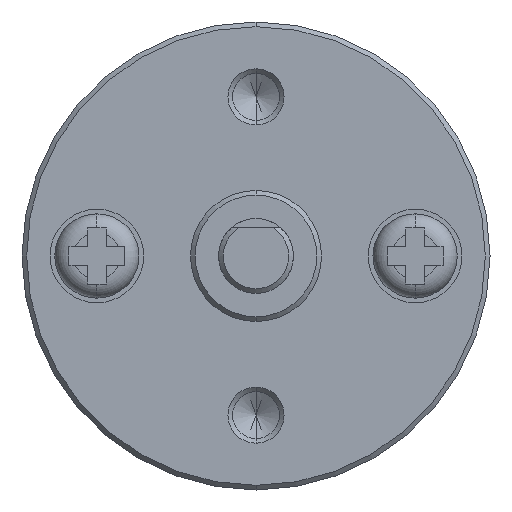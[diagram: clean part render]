
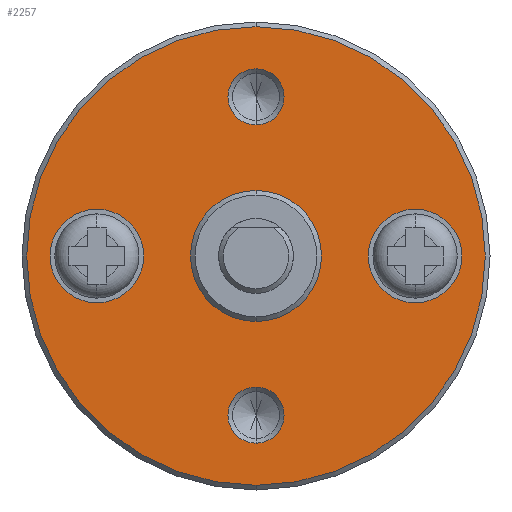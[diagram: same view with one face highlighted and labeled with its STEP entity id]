
A CAD part, front view. The second image highlights one B-rep face of the part: STEP entity #2257.
In plain terms, the highlighted planar face has unit normal (0, -1, 0).
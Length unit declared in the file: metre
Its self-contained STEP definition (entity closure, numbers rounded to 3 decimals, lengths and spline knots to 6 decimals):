
#7 = CARTESIAN_POINT ( 'NONE',  ( 0., 0.014, 0. ) ) ;
#32 = CARTESIAN_POINT ( 'NONE',  ( 0., 0.014, 0.01225 ) ) ;
#36 = CIRCLE ( 'NONE', #2555, 0.01225 ) ;
#51 = CIRCLE ( 'NONE', #2966, 0.0025 ) ;
#91 = AXIS2_PLACEMENT_3D ( 'NONE', #370, #1317, #3024 ) ;
#128 = CARTESIAN_POINT ( 'NONE',  ( 0., 0.014, 0.0035 ) ) ;
#174 = DIRECTION ( 'NONE',  ( 0., 1., 0. ) ) ;
#220 = ORIENTED_EDGE ( 'NONE', *, *, #787, .F. ) ;
#221 = DIRECTION ( 'NONE',  ( 0., 0., 1. ) ) ;
#238 = DIRECTION ( 'NONE',  ( 0., 1., 0. ) ) ;
#253 = AXIS2_PLACEMENT_3D ( 'NONE', #484, #912, #1439 ) ;
#255 = AXIS2_PLACEMENT_3D ( 'NONE', #950, #238, #2186 ) ;
#264 = DIRECTION ( 'NONE',  ( 0., 1., 0. ) ) ;
#286 = FACE_BOUND ( 'NONE', #1535, .T. ) ;
#300 = DIRECTION ( 'NONE',  ( 0., 1., 0. ) ) ;
#370 = CARTESIAN_POINT ( 'NONE',  ( 0., 0.014, 0. ) ) ;
#394 = DIRECTION ( 'NONE',  ( 0., 1., 0. ) ) ;
#439 = CARTESIAN_POINT ( 'NONE',  ( 0.0085, 0.014, -0.0025 ) ) ;
#451 = AXIS2_PLACEMENT_3D ( 'NONE', #3095, #264, #221 ) ;
#458 = CIRCLE ( 'NONE', #3005, 0.0035 ) ;
#461 = DIRECTION ( 'NONE',  ( 0., -1., 0. ) ) ;
#462 = AXIS2_PLACEMENT_3D ( 'NONE', #1538, #780, #2937 ) ;
#484 = CARTESIAN_POINT ( 'NONE',  ( -0.0085, 0.014, 0. ) ) ;
#546 = FACE_OUTER_BOUND ( 'NONE', #2518, .T. ) ;
#566 = EDGE_LOOP ( 'NONE', ( #1829, #220 ) ) ;
#659 = AXIS2_PLACEMENT_3D ( 'NONE', #2331, #174, #2088 ) ;
#667 = CARTESIAN_POINT ( 'NONE',  ( 0., 0.014, 0. ) ) ;
#705 = EDGE_CURVE ( 'NONE', #2341, #2781, #2455, .T. ) ;
#717 = CIRCLE ( 'NONE', #1116, 0.01225 ) ;
#780 = DIRECTION ( 'NONE',  ( 0., 1., 0. ) ) ;
#787 = EDGE_CURVE ( 'NONE', #2256, #1634, #2821, .T. ) ;
#791 = ORIENTED_EDGE ( 'NONE', *, *, #2956, .T. ) ;
#795 = CARTESIAN_POINT ( 'NONE',  ( 0., 0.014, 0.01 ) ) ;
#901 = DIRECTION ( 'NONE',  ( 0., 0., -1. ) ) ;
#912 = DIRECTION ( 'NONE',  ( 0., -1., 0. ) ) ;
#950 = CARTESIAN_POINT ( 'NONE',  ( 0., 0.014, 0.0085 ) ) ;
#991 = CARTESIAN_POINT ( 'NONE',  ( 0., 0.014, 0.008 ) ) ;
#1018 = ORIENTED_EDGE ( 'NONE', *, *, #705, .T. ) ;
#1027 = FACE_BOUND ( 'NONE', #1783, .T. ) ;
#1048 = EDGE_CURVE ( 'NONE', #2781, #2341, #458, .T. ) ;
#1049 = CARTESIAN_POINT ( 'NONE',  ( 0., 0.014, -0.01225 ) ) ;
#1084 = CARTESIAN_POINT ( 'NONE',  ( 0., 0.014, -0.0035 ) ) ;
#1116 = AXIS2_PLACEMENT_3D ( 'NONE', #667, #2784, #2085 ) ;
#1127 = CARTESIAN_POINT ( 'NONE',  ( -0.0085, 0.014, 0. ) ) ;
#1148 = EDGE_CURVE ( 'NONE', #2159, #1436, #1258, .T. ) ;
#1150 = EDGE_CURVE ( 'NONE', #2621, #1737, #2905, .T. ) ;
#1258 = CIRCLE ( 'NONE', #659, 0.0015 ) ;
#1298 = DIRECTION ( 'NONE',  ( 1., 0., 0. ) ) ;
#1308 = CARTESIAN_POINT ( 'NONE',  ( 0.0085, 0.014, 0. ) ) ;
#1312 = CARTESIAN_POINT ( 'NONE',  ( -0.0085, 0.014, -0.0025 ) ) ;
#1313 = CIRCLE ( 'NONE', #462, 0.0015 ) ;
#1317 = DIRECTION ( 'NONE',  ( 0., 1., 0. ) ) ;
#1368 = VERTEX_POINT ( 'NONE', #1049 ) ;
#1381 = ORIENTED_EDGE ( 'NONE', *, *, #3107, .T. ) ;
#1436 = VERTEX_POINT ( 'NONE', #2452 ) ;
#1437 = CARTESIAN_POINT ( 'NONE',  ( 0., 0.014, -0.01 ) ) ;
#1439 = DIRECTION ( 'NONE',  ( 0., 0., 1. ) ) ;
#1456 = DIRECTION ( 'NONE',  ( 0., 0., 1. ) ) ;
#1535 = EDGE_LOOP ( 'NONE', ( #2219, #1631 ) ) ;
#1538 = CARTESIAN_POINT ( 'NONE',  ( 0., 0.014, 0.0085 ) ) ;
#1549 = DIRECTION ( 'NONE',  ( 0., 0., -1. ) ) ;
#1608 = AXIS2_PLACEMENT_3D ( 'NONE', #991, #300, #1298 ) ;
#1616 = CIRCLE ( 'NONE', #255, 0.0015 ) ;
#1631 = ORIENTED_EDGE ( 'NONE', *, *, #2894, .F. ) ;
#1634 = VERTEX_POINT ( 'NONE', #2017 ) ;
#1646 = DIRECTION ( 'NONE',  ( 0., -1., 0. ) ) ;
#1660 = CARTESIAN_POINT ( 'NONE',  ( 0.0085, 0.014, 0.0025 ) ) ;
#1675 = VERTEX_POINT ( 'NONE', #2622 ) ;
#1681 = VERTEX_POINT ( 'NONE', #32 ) ;
#1737 = VERTEX_POINT ( 'NONE', #1660 ) ;
#1764 = FACE_BOUND ( 'NONE', #2451, .T. ) ;
#1783 = EDGE_LOOP ( 'NONE', ( #3077, #1869 ) ) ;
#1829 = ORIENTED_EDGE ( 'NONE', *, *, #2573, .F. ) ;
#1869 = ORIENTED_EDGE ( 'NONE', *, *, #2638, .T. ) ;
#1898 = VERTEX_POINT ( 'NONE', #795 ) ;
#2017 = CARTESIAN_POINT ( 'NONE',  ( -0.0085, 0.014, 0.0025 ) ) ;
#2018 = ORIENTED_EDGE ( 'NONE', *, *, #1148, .T. ) ;
#2085 = DIRECTION ( 'NONE',  ( 0., 0., 1. ) ) ;
#2088 = DIRECTION ( 'NONE',  ( 0., 0., 1. ) ) ;
#2104 = CARTESIAN_POINT ( 'NONE',  ( 0.0085, 0.014, 0. ) ) ;
#2124 = CARTESIAN_POINT ( 'NONE',  ( 0., 0.014, 0. ) ) ;
#2154 = AXIS2_PLACEMENT_3D ( 'NONE', #2104, #3044, #901 ) ;
#2159 = VERTEX_POINT ( 'NONE', #1437 ) ;
#2186 = DIRECTION ( 'NONE',  ( 0., 0., 1. ) ) ;
#2199 = ORIENTED_EDGE ( 'NONE', *, *, #1048, .T. ) ;
#2200 = FACE_BOUND ( 'NONE', #566, .T. ) ;
#2219 = ORIENTED_EDGE ( 'NONE', *, *, #1150, .F. ) ;
#2256 = VERTEX_POINT ( 'NONE', #1312 ) ;
#2257 = ADVANCED_FACE ( 'NONE', ( #1764, #286, #2200, #546, #1027, #2683 ), #2726, .F. ) ;
#2261 = DIRECTION ( 'NONE',  ( 0., -1., 0. ) ) ;
#2309 = EDGE_CURVE ( 'NONE', #1675, #1898, #1313, .T. ) ;
#2331 = CARTESIAN_POINT ( 'NONE',  ( 0., 0.014, -0.0085 ) ) ;
#2341 = VERTEX_POINT ( 'NONE', #128 ) ;
#2451 = EDGE_LOOP ( 'NONE', ( #1018, #2199 ) ) ;
#2452 = CARTESIAN_POINT ( 'NONE',  ( 0., 0.014, -0.007 ) ) ;
#2455 = CIRCLE ( 'NONE', #91, 0.0035 ) ;
#2518 = EDGE_LOOP ( 'NONE', ( #791, #1381 ) ) ;
#2523 = AXIS2_PLACEMENT_3D ( 'NONE', #1127, #1646, #3056 ) ;
#2553 = EDGE_LOOP ( 'NONE', ( #2018, #2746 ) ) ;
#2555 = AXIS2_PLACEMENT_3D ( 'NONE', #7, #461, #1456 ) ;
#2573 = EDGE_CURVE ( 'NONE', #1634, #2256, #2920, .T. ) ;
#2621 = VERTEX_POINT ( 'NONE', #439 ) ;
#2622 = CARTESIAN_POINT ( 'NONE',  ( 0., 0.014, 0.007 ) ) ;
#2638 = EDGE_CURVE ( 'NONE', #1898, #1675, #1616, .T. ) ;
#2683 = FACE_BOUND ( 'NONE', #2553, .T. ) ;
#2726 = PLANE ( 'NONE',  #1608 ) ;
#2746 = ORIENTED_EDGE ( 'NONE', *, *, #3053, .T. ) ;
#2781 = VERTEX_POINT ( 'NONE', #1084 ) ;
#2784 = DIRECTION ( 'NONE',  ( 0., -1., 0. ) ) ;
#2821 = CIRCLE ( 'NONE', #253, 0.0025 ) ;
#2894 = EDGE_CURVE ( 'NONE', #1737, #2621, #51, .T. ) ;
#2905 = CIRCLE ( 'NONE', #2154, 0.0025 ) ;
#2920 = CIRCLE ( 'NONE', #2523, 0.0025 ) ;
#2937 = DIRECTION ( 'NONE',  ( 0., 0., 1. ) ) ;
#2956 = EDGE_CURVE ( 'NONE', #1681, #1368, #717, .T. ) ;
#2966 = AXIS2_PLACEMENT_3D ( 'NONE', #1308, #2261, #1549 ) ;
#3005 = AXIS2_PLACEMENT_3D ( 'NONE', #2124, #394, #3079 ) ;
#3024 = DIRECTION ( 'NONE',  ( 0., 0., 1. ) ) ;
#3044 = DIRECTION ( 'NONE',  ( 0., -1., 0. ) ) ;
#3053 = EDGE_CURVE ( 'NONE', #1436, #2159, #3101, .T. ) ;
#3056 = DIRECTION ( 'NONE',  ( 0., 0., 1. ) ) ;
#3077 = ORIENTED_EDGE ( 'NONE', *, *, #2309, .T. ) ;
#3079 = DIRECTION ( 'NONE',  ( 0., 0., 1. ) ) ;
#3095 = CARTESIAN_POINT ( 'NONE',  ( 0., 0.014, -0.0085 ) ) ;
#3101 = CIRCLE ( 'NONE', #451, 0.0015 ) ;
#3107 = EDGE_CURVE ( 'NONE', #1368, #1681, #36, .T. ) ;
